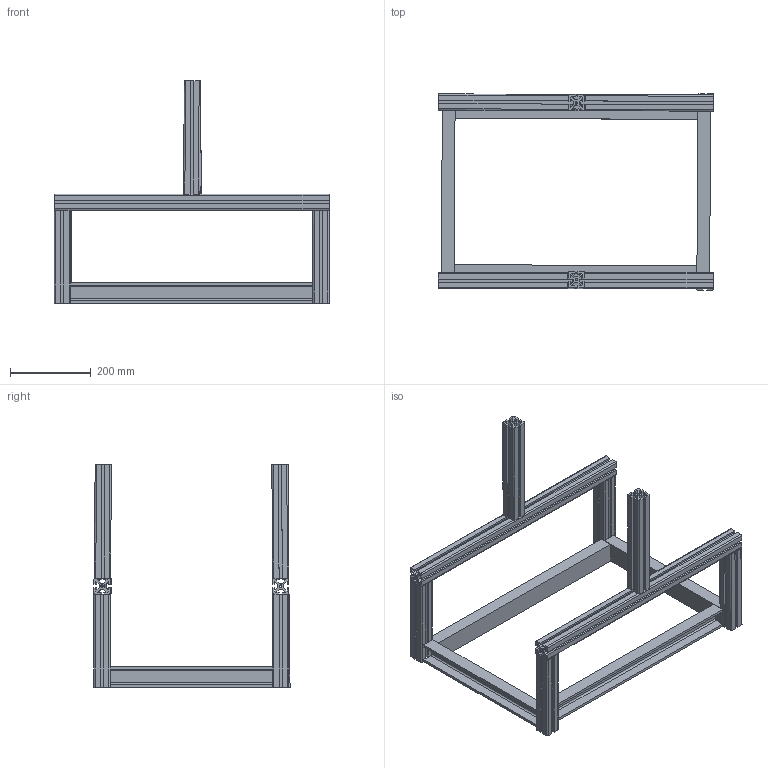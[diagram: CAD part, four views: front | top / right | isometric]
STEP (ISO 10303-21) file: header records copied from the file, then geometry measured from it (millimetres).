
FILE_DESCRIPTION(/* description */ ('Unknown'),/* implementation_level */ '2;1');
FILE_NAME(/* name */ 'Frame',/* time_stamp */ '2022-06-02T19:51:44+03:00',/* author */ ('Unknown'),/* organization */ ('Unknown'),/* preprocessor_version */ 'ST-DEVELOPER v18.1',/* originating_system */ 'Solid Edge',/* authorisation */ 'Unknown');
FILE_SCHEMA (('AUTOMOTIVE_DESIGN {1 0 10303 214 3 1 1}'));
Length unit declared in the file: millimetre
Products named in the file (13): Frame; 40x40_oa_0; 40x40_oa_1; 40x40_oa_2; 40x40_oa_3; 40x40_oa_4; 40x40_oa_5; C-Channel 2x1I4_oa_6; C-Channel 2x1I4_oa_7; C-Channel 2x1I4_oa_8; C-Channel 2x1I4_oa_9; 40x40_oa_10; 40x40_oa_11
Assembly tree (12 placements, depth 2):
  Frame
    40x40_oa_0
    40x40_oa_1
    40x40_oa_2
    40x40_oa_3
    40x40_oa_4
    40x40_oa_5
    C-Channel 2x1I4_oa_6
    C-Channel 2x1I4_oa_7
    C-Channel 2x1I4_oa_8
    C-Channel 2x1I4_oa_9
    40x40_oa_10
    40x40_oa_11
Bounding box: 681.89 x 484.97 x 550.47 mm (x, y, z)
Volume: 3664261.2 mm3; surface area: 1501950 mm2
Topology: 12 solids, 12 shells, 394 faces, 1116 edges, 746 vertices
Faces by surface type: plane 346, cylinder 48
Full cylindrical faces by diameter (mm): 6 x8
Entity records: 12791 total; most frequent: CARTESIAN_POINT 2249, ORIENTED_EDGE 2204, DIRECTION 2012, EDGE_CURVE 1102, LINE 1006, VECTOR 1006, VERTEX_POINT 740, AXIS2_PLACEMENT_3D 503
